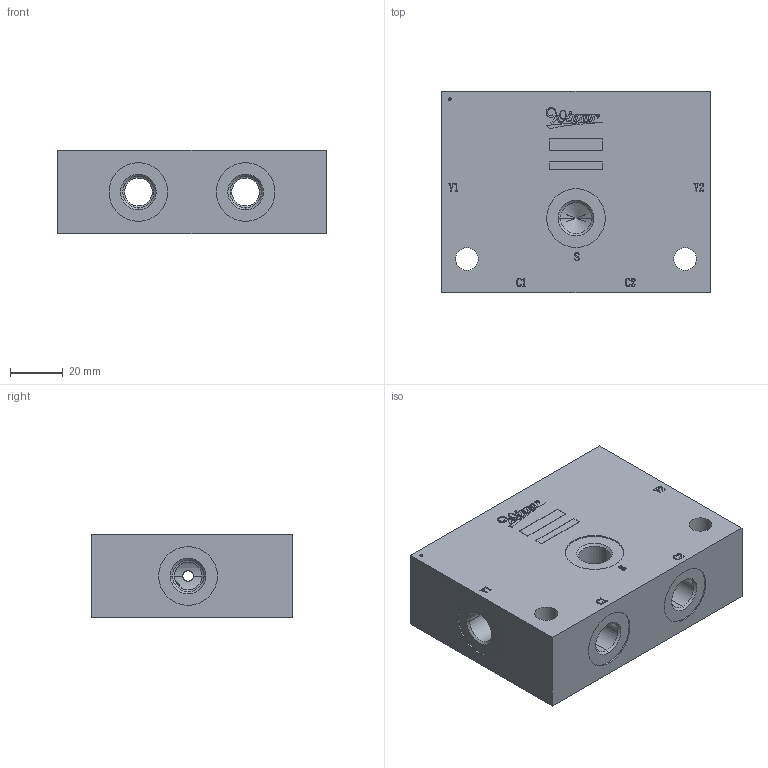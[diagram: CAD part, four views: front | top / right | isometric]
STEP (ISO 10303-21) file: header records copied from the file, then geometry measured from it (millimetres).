
FILE_DESCRIPTION (( 'STEP AP203' ), '1' );
FILE_NAME ('ML-60-CDK-11A3-11A3-G02-Z01.STEP', '2026-02-25T08:40:03', ( '' ), ( '' ), 'SwSTEP 2.0', 'SolidWorks 2018', '' );
FILE_SCHEMA (( 'CONFIG_CONTROL_DESIGN' ));
Length unit declared in the file: millimetre
Products named in the file (2): 6EF060CDKG02A001; ML-60-CDK-11A3-11A3-G02-Z01
Assembly tree (1 placements, depth 2):
  ML-60-CDK-11A3-11A3-G02-Z01
    6EF060CDKG02A001
Bounding box: 101.6 x 76.2 x 31.8 mm (x, y, z)
Volume: 195705.9 mm3; surface area: 39009.7 mm2
Topology: 1 solids, 1 shells, 533 faces, 1467 edges, 956 vertices
Faces by surface type: cylinder 214, plane 145, bspline 130, cone 44
Entity records: 21473 total; most frequent: CARTESIAN_POINT 8265, ORIENTED_EDGE 2926, DIRECTION 2415, EDGE_CURVE 1463, VERTEX_POINT 956, AXIS2_PLACEMENT_3D 838, VECTOR 739, LINE 739
